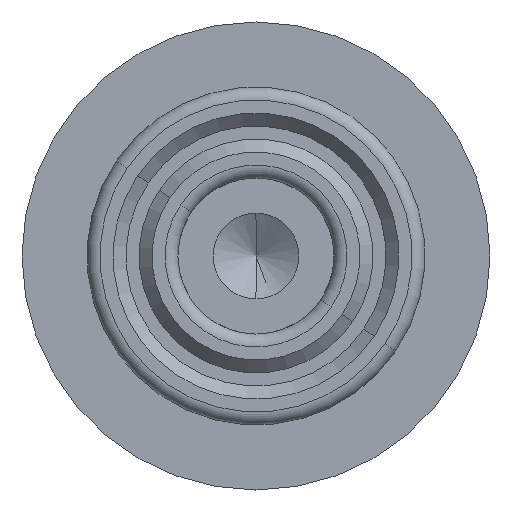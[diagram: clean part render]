
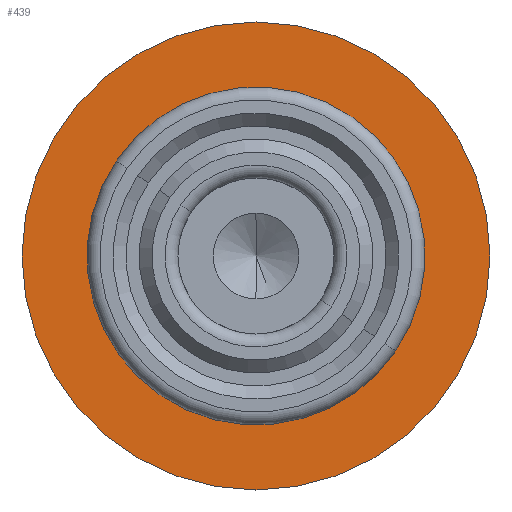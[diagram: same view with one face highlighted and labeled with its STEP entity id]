
A CAD part, left-side view. The second image highlights one B-rep face of the part: STEP entity #439.
In plain terms, the highlighted face is planar.
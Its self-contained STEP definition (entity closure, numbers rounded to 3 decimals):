
#427 = EDGE_CURVE ( 'NONE', #475, #681, #1038, .T. ) ;
#430 = EDGE_CURVE ( 'NONE', #477, #433, #1044, .T. ) ;
#433 = VERTEX_POINT ( 'NONE', #1023 ) ;
#435 = EDGE_LOOP ( 'NONE', ( #455, #446 ) ) ;
#437 = ORIENTED_EDGE ( 'NONE', *, *, #427, .F. ) ;
#439 = ADVANCED_FACE ( 'NONE', ( #1083, #1079 ), #1039, .T. ) ;
#441 = EDGE_CURVE ( 'NONE', #433, #477, #1068, .T. ) ;
#442 = EDGE_LOOP ( 'NONE', ( #437, #447 ) ) ;
#446 = ORIENTED_EDGE ( 'NONE', *, *, #430, .T. ) ;
#447 = ORIENTED_EDGE ( 'NONE', *, *, #454, .F. ) ;
#454 = EDGE_CURVE ( 'NONE', #681, #475, #1107, .T. ) ;
#455 = ORIENTED_EDGE ( 'NONE', *, *, #441, .T. ) ;
#475 = VERTEX_POINT ( 'NONE', #1142 ) ;
#477 = VERTEX_POINT ( 'NONE', #1138 ) ;
#681 = VERTEX_POINT ( 'NONE', #1314 ) ;
#1023 = CARTESIAN_POINT ( 'NONE',  ( -9., 0., 1.5 ) ) ;
#1024 = DIRECTION ( 'NONE',  ( 1., 0., 0. ) ) ;
#1025 = DIRECTION ( 'NONE',  ( 0., 0., 1. ) ) ;
#1034 = CARTESIAN_POINT ( 'NONE',  ( 0., 0., 1.5 ) ) ;
#1035 = DIRECTION ( 'NONE',  ( 1., 0., 0. ) ) ;
#1036 = DIRECTION ( 'NONE',  ( 0., 0., 1. ) ) ;
#1037 = AXIS2_PLACEMENT_3D ( 'NONE', #1045, #1036, #1035 ) ;
#1038 = CIRCLE ( 'NONE', #1037, 3.5 ) ;
#1039 = PLANE ( 'NONE',  #1080 ) ;
#1044 = CIRCLE ( 'NONE', #1051, 9. ) ;
#1045 = CARTESIAN_POINT ( 'NONE',  ( 0., 0., 1.5 ) ) ;
#1051 = AXIS2_PLACEMENT_3D ( 'NONE', #1034, #1025, #1024 ) ;
#1064 = DIRECTION ( 'NONE',  ( 1., 0., 0. ) ) ;
#1065 = DIRECTION ( 'NONE',  ( 0., 0., 1. ) ) ;
#1066 = CARTESIAN_POINT ( 'NONE',  ( 0., 0., 1.5 ) ) ;
#1067 = AXIS2_PLACEMENT_3D ( 'NONE', #1066, #1065, #1064 ) ;
#1068 = CIRCLE ( 'NONE', #1067, 9. ) ;
#1071 = DIRECTION ( 'NONE',  ( 1., 0., 0. ) ) ;
#1072 = DIRECTION ( 'NONE',  ( 0., 0., 1. ) ) ;
#1073 = CARTESIAN_POINT ( 'NONE',  ( 0., 0., 1.5 ) ) ;
#1079 = FACE_BOUND ( 'NONE', #442, .T. ) ;
#1080 = AXIS2_PLACEMENT_3D ( 'NONE', #1073, #1072, #1071 ) ;
#1083 = FACE_OUTER_BOUND ( 'NONE', #435, .T. ) ;
#1090 = DIRECTION ( 'NONE',  ( 1., 0., 0. ) ) ;
#1091 = DIRECTION ( 'NONE',  ( 0., 0., 1. ) ) ;
#1092 = AXIS2_PLACEMENT_3D ( 'NONE', #1099, #1091, #1090 ) ;
#1099 = CARTESIAN_POINT ( 'NONE',  ( 0., 0., 1.5 ) ) ;
#1107 = CIRCLE ( 'NONE', #1092, 3.5 ) ;
#1138 = CARTESIAN_POINT ( 'NONE',  ( 9., 0., 1.5 ) ) ;
#1142 = CARTESIAN_POINT ( 'NONE',  ( -3.5, 0., 1.5 ) ) ;
#1314 = CARTESIAN_POINT ( 'NONE',  ( 3.5, 0., 1.5 ) ) ;
